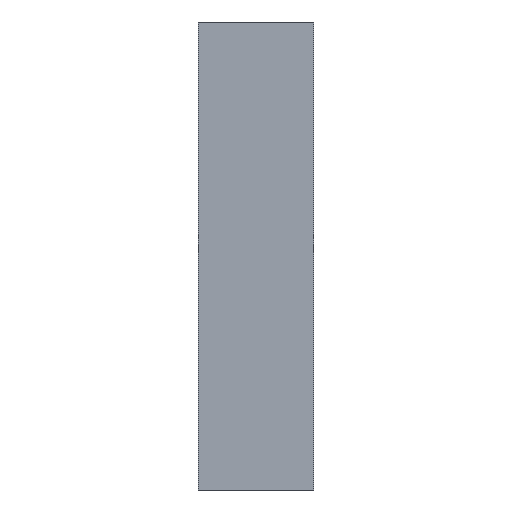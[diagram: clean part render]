
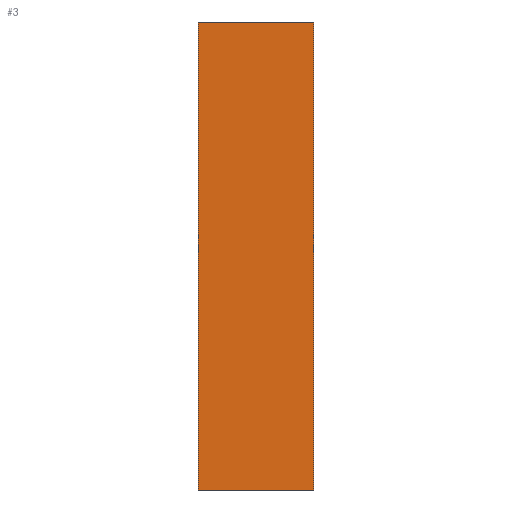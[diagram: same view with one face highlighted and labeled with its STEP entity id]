
A CAD part, left-side view. The second image highlights one B-rep face of the part: STEP entity #3.
In plain terms, the highlighted planar face has unit normal (-1, 0, 0).
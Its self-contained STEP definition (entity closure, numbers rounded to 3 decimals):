
#3 = ADVANCED_FACE ( 'NONE', ( #287 ), #225, .F. ) ;
#15 = LINE ( 'NONE', #89, #103 ) ;
#17 = ORIENTED_EDGE ( 'NONE', *, *, #75, .F. ) ;
#30 = EDGE_CURVE ( 'NONE', #55, #260, #234, .T. ) ;
#36 = DIRECTION ( 'NONE',  ( 0., -1., 0. ) ) ;
#38 = LINE ( 'NONE', #322, #131 ) ;
#49 = VERTEX_POINT ( 'NONE', #230 ) ;
#51 = CARTESIAN_POINT ( 'NONE',  ( -50., -75., 609.438 ) ) ;
#52 = EDGE_CURVE ( 'NONE', #260, #366, #15, .T. ) ;
#55 = VERTEX_POINT ( 'NONE', #146 ) ;
#60 = EDGE_CURVE ( 'NONE', #55, #49, #270, .T. ) ;
#75 = EDGE_CURVE ( 'NONE', #49, #366, #38, .T. ) ;
#89 = CARTESIAN_POINT ( 'NONE',  ( -50., -75., 0. ) ) ;
#92 = DIRECTION ( 'NONE',  ( 0., -1., 0. ) ) ;
#95 = ORIENTED_EDGE ( 'NONE', *, *, #30, .T. ) ;
#103 = VECTOR ( 'NONE', #36, 1000. ) ;
#131 = VECTOR ( 'NONE', #201, 1000. ) ;
#146 = CARTESIAN_POINT ( 'NONE',  ( -50., 75., 609.438 ) ) ;
#176 = AXIS2_PLACEMENT_3D ( 'NONE', #51, #280, #228 ) ;
#179 = CARTESIAN_POINT ( 'NONE',  ( -50., -75., 609.438 ) ) ;
#201 = DIRECTION ( 'NONE',  ( 0., 0., -1. ) ) ;
#225 = PLANE ( 'NONE',  #176 ) ;
#228 = DIRECTION ( 'NONE',  ( 0., 1., 0. ) ) ;
#230 = CARTESIAN_POINT ( 'NONE',  ( -50., -75., 609.438 ) ) ;
#234 = LINE ( 'NONE', #255, #338 ) ;
#245 = CARTESIAN_POINT ( 'NONE',  ( -50., 75., 0. ) ) ;
#255 = CARTESIAN_POINT ( 'NONE',  ( -50., 75., 609.438 ) ) ;
#260 = VERTEX_POINT ( 'NONE', #245 ) ;
#270 = LINE ( 'NONE', #179, #281 ) ;
#280 = DIRECTION ( 'NONE',  ( 1., 0., 0. ) ) ;
#281 = VECTOR ( 'NONE', #92, 1000. ) ;
#283 = ORIENTED_EDGE ( 'NONE', *, *, #52, .T. ) ;
#287 = FACE_OUTER_BOUND ( 'NONE', #308, .T. ) ;
#305 = CARTESIAN_POINT ( 'NONE',  ( -50., -75., 0. ) ) ;
#308 = EDGE_LOOP ( 'NONE', ( #283, #17, #313, #95 ) ) ;
#312 = DIRECTION ( 'NONE',  ( 0., 0., -1. ) ) ;
#313 = ORIENTED_EDGE ( 'NONE', *, *, #60, .F. ) ;
#322 = CARTESIAN_POINT ( 'NONE',  ( -50., -75., 609.438 ) ) ;
#338 = VECTOR ( 'NONE', #312, 1000. ) ;
#366 = VERTEX_POINT ( 'NONE', #305 ) ;
